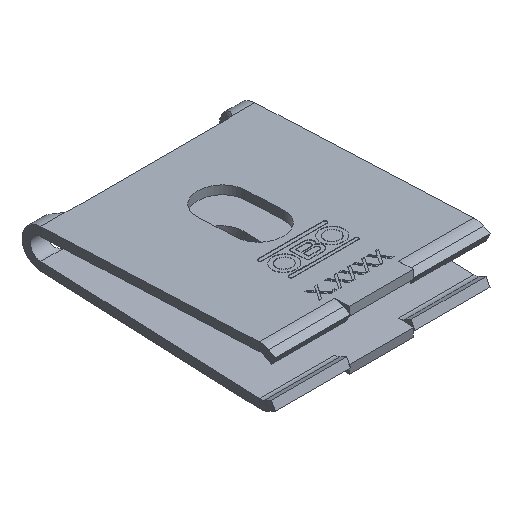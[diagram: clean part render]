
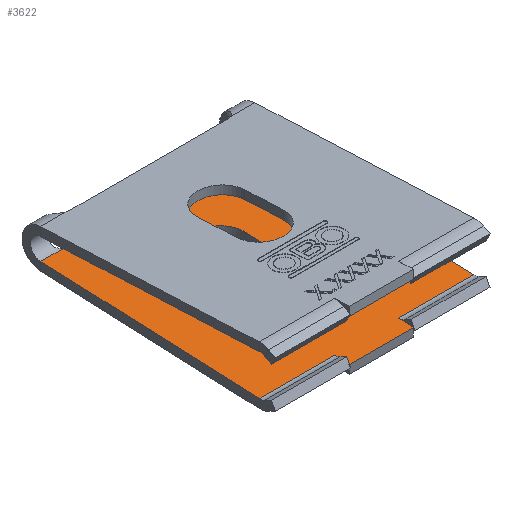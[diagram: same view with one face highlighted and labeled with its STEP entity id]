
A CAD part, isometric view. The second image highlights one B-rep face of the part: STEP entity #3622.
In plain terms, the highlighted planar face has unit normal (0, -0.044, 0.999).
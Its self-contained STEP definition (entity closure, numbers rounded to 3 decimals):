
#99=DIRECTION('',(0.,0.999,0.044));
#100=VECTOR('',#99,51.);
#101=CARTESIAN_POINT('',(-25.,3.497,-4.722));
#102=LINE('',#101,#100);
#132=DIRECTION('',(-0.001,0.999,0.044));
#133=VECTOR('',#132,3.5);
#134=CARTESIAN_POINT('',(-7.49,0.,-4.875));
#135=LINE('',#134,#133);
#144=CARTESIAN_POINT('',(-18.5,56.802,-2.395));
#145=DIRECTION('',(0.,0.044,-0.999));
#146=DIRECTION('',(0.,-0.999,-0.044));
#147=AXIS2_PLACEMENT_3D('',#144,#145,#146);
#149=DIRECTION('',(-1.,0.,0.));
#150=VECTOR('',#149,37.);
#151=CARTESIAN_POINT('',(18.5,54.305,-2.504));
#152=LINE('',#151,#150);
#153=CARTESIAN_POINT('',(18.5,56.802,-2.395));
#154=DIRECTION('',(0.,0.044,-0.999));
#155=DIRECTION('',(0.334,-0.942,-0.041));
#156=AXIS2_PLACEMENT_3D('',#153,#154,#155);
#158=DIRECTION('',(1.,0.,0.));
#159=VECTOR('',#158,14.98);
#160=CARTESIAN_POINT('',(-7.49,0.,-4.875));
#161=LINE('',#160,#159);
#162=CARTESIAN_POINT('',(5.5,28.213,-3.643));
#163=CARTESIAN_POINT('',(5.5,27.564,-3.671));
#164=CARTESIAN_POINT('',(5.265,26.164,-3.733));
#165=CARTESIAN_POINT('',(4.215,24.535,-3.804));
#166=CARTESIAN_POINT('',(3.027,23.574,-3.846));
#167=CARTESIAN_POINT('',(2.032,23.062,-3.868));
#168=CARTESIAN_POINT('',(0.993,22.77,-3.881));
#169=CARTESIAN_POINT('',(0.,22.684,-3.884));
#170=CARTESIAN_POINT('',(-0.993,22.77,
-3.881));
#171=CARTESIAN_POINT('',(-2.032,23.062,-3.868));
#172=CARTESIAN_POINT('',(-3.027,23.574,-3.846));
#173=CARTESIAN_POINT('',(-4.215,24.535,-3.804));
#174=CARTESIAN_POINT('',(-5.265,26.164,-3.733));
#175=CARTESIAN_POINT('',(-5.5,27.564,-3.671));
#176=CARTESIAN_POINT('',(-5.5,28.213,-3.643));
#178=CARTESIAN_POINT('',(-5.5,37.213,-3.25));
#179=CARTESIAN_POINT('',(-5.5,37.861,-3.222));
#180=CARTESIAN_POINT('',(-5.265,39.262,-3.161));
#181=CARTESIAN_POINT('',(-4.215,40.89,-3.09));
#182=CARTESIAN_POINT('',(-3.027,41.851,-3.048));
#183=CARTESIAN_POINT('',(-2.032,42.363,-3.025));
#184=CARTESIAN_POINT('',(-0.993,42.655,
-3.013));
#185=CARTESIAN_POINT('',(0.,42.741,
-3.009));
#186=CARTESIAN_POINT('',(0.993,42.655,-3.013));
#187=CARTESIAN_POINT('',(2.032,42.363,-3.025));
#188=CARTESIAN_POINT('',(3.027,41.851,-3.048));
#189=CARTESIAN_POINT('',(4.215,40.89,-3.09));
#190=CARTESIAN_POINT('',(5.265,39.262,-3.161));
#191=CARTESIAN_POINT('',(5.5,37.861,-3.222));
#192=CARTESIAN_POINT('',(5.5,37.213,-3.25));
#194=DIRECTION('',(-1.,0.,0.));
#195=VECTOR('',#194,17.505);
#196=CARTESIAN_POINT('',(-7.495,3.496,-4.722));
#197=LINE('',#196,#195);
#279=DIRECTION('',(1.,0.,0.));
#280=VECTOR('',#279,5.665);
#281=CARTESIAN_POINT('',(-25.,54.448,-2.498));
#282=LINE('',#281,#280);
#357=DIRECTION('',(1.,0.,0.));
#358=VECTOR('',#357,5.665);
#359=CARTESIAN_POINT('',(19.335,54.448,-2.498));
#360=LINE('',#359,#358);
#369=CARTESIAN_POINT('',(19.335,54.448,-2.498));
#2488=DIRECTION('',(0.,-0.999,-0.044));
#2489=VECTOR('',#2488,51.);
#2490=CARTESIAN_POINT('',(25.,54.448,-2.498));
#2491=LINE('',#2490,#2489);
#2576=DIRECTION('',(-1.,0.,0.));
#2577=VECTOR('',#2576,17.505);
#2578=CARTESIAN_POINT('',(25.,3.497,-4.722));
#2579=LINE('',#2578,#2577);
#2600=DIRECTION('',(-0.001,-0.999,-0.044));
#2601=VECTOR('',#2600,3.498);
#2602=CARTESIAN_POINT('',(7.495,3.495,-4.722));
#2603=LINE('',#2602,#2601);
#2646=DIRECTION('',(0.,-0.999,-0.044));
#2647=VECTOR('',#2646,9.009);
#2648=CARTESIAN_POINT('',(-5.5,37.213,-3.25));
#2649=LINE('',#2648,#2647);
#2678=DIRECTION('',(0.,0.999,0.044));
#2679=VECTOR('',#2678,9.009);
#2680=CARTESIAN_POINT('',(5.5,28.213,-3.643));
#2681=LINE('',#2680,#2679);
#2712=CARTESIAN_POINT('',(-25.,54.448,-2.498));
#2713=CARTESIAN_POINT('',(-19.335,54.448,
-2.498));
#2714=VERTEX_POINT('',#2712);
#2715=VERTEX_POINT('',#2713);
#2717=CARTESIAN_POINT('',(18.5,54.305,-2.504));
#2719=VERTEX_POINT('',#2717);
#2720=CARTESIAN_POINT('',(7.49,0.,-4.875));
#2722=VERTEX_POINT('',#2720);
#2724=CARTESIAN_POINT('',(-18.5,54.305,-2.504));
#2725=VERTEX_POINT('',#2724);
#2727=CARTESIAN_POINT('',(-7.49,0.,-4.875));
#2729=VERTEX_POINT('',#2727);
#2736=CARTESIAN_POINT('',(-7.495,3.496,
-4.722));
#2737=VERTEX_POINT('',#2736);
#2783=VERTEX_POINT('',#369);
#2793=CARTESIAN_POINT('',(25.,54.448,-2.498));
#2795=VERTEX_POINT('',#2793);
#2838=CARTESIAN_POINT('',(7.5,3.492,-4.722));
#2839=VERTEX_POINT('',#2838);
#2864=CARTESIAN_POINT('',(-5.5,28.213,-3.643));
#2866=VERTEX_POINT('',#2864);
#2875=CARTESIAN_POINT('',(-25.,3.497,-4.722));
#2876=VERTEX_POINT('',#2875);
#2889=CARTESIAN_POINT('',(25.,3.497,-4.722));
#2891=VERTEX_POINT('',#2889);
#2895=CARTESIAN_POINT('',(5.5,28.213,-3.643));
#2897=VERTEX_POINT('',#2895);
#2915=CARTESIAN_POINT('',(5.5,37.213,-3.25));
#2916=VERTEX_POINT('',#2915);
#3027=VERTEX_POINT('',#178);
#3583=CARTESIAN_POINT('',(25.,54.448,-2.498));
#3584=DIRECTION('',(0.,0.044,-0.999));
#3585=DIRECTION('',(0.,0.999,0.044));
#3586=AXIS2_PLACEMENT_3D('',#3583,#3584,#3585);
#3587=PLANE('',#3586);
#3589=ORIENTED_EDGE('',*,*,#3588,.T.);
#3590=ORIENTED_EDGE('',*,*,#3486,.T.);
#3592=ORIENTED_EDGE('',*,*,#3591,.T.);
#3594=ORIENTED_EDGE('',*,*,#3593,.F.);
#3596=ORIENTED_EDGE('',*,*,#3595,.F.);
#3598=ORIENTED_EDGE('',*,*,#3597,.F.);
#3600=ORIENTED_EDGE('',*,*,#3599,.T.);
#3602=ORIENTED_EDGE('',*,*,#3601,.T.);
#3604=ORIENTED_EDGE('',*,*,#3603,.T.);
#3606=ORIENTED_EDGE('',*,*,#3605,.T.);
#3608=ORIENTED_EDGE('',*,*,#3607,.F.);
#3609=ORIENTED_EDGE('',*,*,#3575,.T.);
#3610=EDGE_LOOP('',(#3589,#3590,#3592,#3594,#3596,#3598,#3600,#3602,#3604,#3606,
#3608,#3609));
#3611=FACE_OUTER_BOUND('',#3610,.F.);
#3613=ORIENTED_EDGE('',*,*,#3612,.F.);
#3615=ORIENTED_EDGE('',*,*,#3614,.T.);
#3617=ORIENTED_EDGE('',*,*,#3616,.F.);
#3619=ORIENTED_EDGE('',*,*,#3618,.T.);
#3620=EDGE_LOOP('',(#3613,#3615,#3617,#3619));
#3621=FACE_BOUND('',#3620,.F.);
#3622=ADVANCED_FACE('',(#3611,#3621),#3587,.F.);
#148=CIRCLE('',#147,2.5);
#157=CIRCLE('',#156,2.5);
#177=B_SPLINE_CURVE_WITH_KNOTS('',3,(#162,#163,#164,#165,#166,#167,#168,#169,
#170,#171,#172,#173,#174,#175,#176),.UNSPECIFIED.,.F.,.F.,(4,1,1,1,1,1,1,1,1,1,
1,1,4),(0.,0.125,0.25,0.313,0.375,0.438,0.5,0.563,0.625,
0.688,0.75,0.875,1.),.UNSPECIFIED.);
#193=B_SPLINE_CURVE_WITH_KNOTS('',3,(#178,#179,#180,#181,#182,#183,#184,#185,
#186,#187,#188,#189,#190,#191,#192),.UNSPECIFIED.,.F.,.F.,(4,1,1,1,1,1,1,1,1,1,
1,1,4),(0.,0.125,0.25,0.313,0.375,0.438,0.5,0.563,0.625,
0.688,0.75,0.875,1.),.UNSPECIFIED.);
#3486=EDGE_CURVE('',#2876,#2714,#102,.T.);
#3575=EDGE_CURVE('',#2729,#2737,#135,.T.);
#3588=EDGE_CURVE('',#2737,#2876,#197,.T.);
#3591=EDGE_CURVE('',#2714,#2715,#282,.T.);
#3593=EDGE_CURVE('',#2725,#2715,#148,.T.);
#3595=EDGE_CURVE('',#2719,#2725,#152,.T.);
#3597=EDGE_CURVE('',#2783,#2719,#157,.T.);
#3599=EDGE_CURVE('',#2783,#2795,#360,.T.);
#3601=EDGE_CURVE('',#2795,#2891,#2491,.T.);
#3603=EDGE_CURVE('',#2891,#2839,#2579,.T.);
#3605=EDGE_CURVE('',#2839,#2722,#2603,.T.);
#3607=EDGE_CURVE('',#2729,#2722,#161,.T.);
#3612=EDGE_CURVE('',#2897,#2866,#177,.T.);
#3614=EDGE_CURVE('',#2897,#2916,#2681,.T.);
#3616=EDGE_CURVE('',#3027,#2916,#193,.T.);
#3618=EDGE_CURVE('',#3027,#2866,#2649,.T.);
